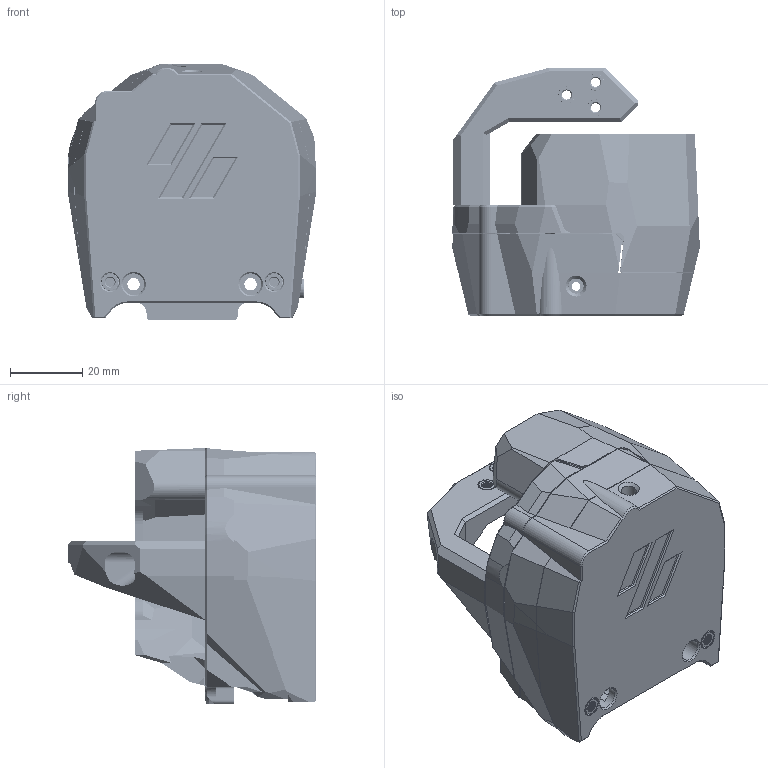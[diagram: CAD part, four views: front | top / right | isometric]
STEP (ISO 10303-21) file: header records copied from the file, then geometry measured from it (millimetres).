
FILE_DESCRIPTION(/* description */ (''),/* implementation_level */ '2;1');
FILE_NAME(/* name */ 'SRSB v41.step',/* time_stamp */ '2023-10-29T19:25:29-04:00',/* author */ (''),/* organization */ (''),/* preprocessor_version */ 'ST-DEVELOPER v20',/* originating_system */ 'Autodesk Translation Framework v12.14.0.127',/* authorisation */ '');
FILE_SCHEMA (('AUTOMOTIVE_DESIGN { 1 0 10303 214 3 1 1 }'));
Length unit declared in the file: millimetre
Products named in the file (13): SRSB; SR SB; SR SB Back; Cable Cover PCB; Chain Anchor (3 Hole); SR SB Front; Screws; M3x6 SHCS; M3x16 SHCS; M3x10 SHCS; M3 SHC; Inserts; M3x5x4 Threaded Insert
Assembly tree (26 placements, depth 5):
  SRSB
    SR SB
      SR SB Back
      Cable Cover PCB
      Chain Anchor (3 Hole)
      SR SB Front
      Screws
        M3x16 SHCS  x2
          M3 SHC
        M3x6 SHCS
          M3 SHC
        M3x10 SHCS
          M3 SHC
      Inserts
        M3x5x4 Threaded Insert  x12
Bounding box: 68.56 x 68.65 x 70.86 mm (x, y, z)
Volume: 52363.3 mm3; surface area: 39447 mm2
Topology: 24 solids, 26 shells, 2487 faces, 6926 edges, 4552 vertices
Faces by surface type: bspline 1196, plane 647, cylinder 566, cone 70, torus 8
Full cylindrical faces by diameter (mm): 2.356 x32, 2.4 x1, 2.529 x36, 2.8 x1, 2.927 x58, 3 x1, 3.086 x12, 3.1 x1, 3.2 x1, 3.4 x9, 3.6 x2, 4.1 x24, 4.2 x2, 4.25 x12, 4.7 x13, 5.5 x6, 6 x7, 38 x1
Entity records: 41727 total; most frequent: CARTESIAN_POINT 17539, ORIENTED_EDGE 5292, DIRECTION 4430, EDGE_CURVE 2646, VERTEX_POINT 1718, LINE 1688, VECTOR 1688, AXIS2_PLACEMENT_3D 1371
